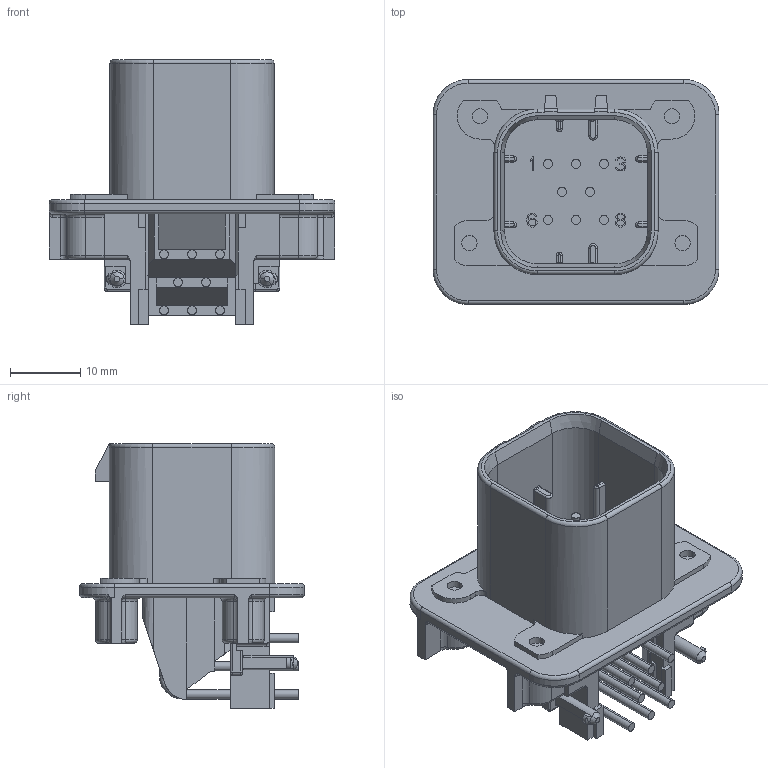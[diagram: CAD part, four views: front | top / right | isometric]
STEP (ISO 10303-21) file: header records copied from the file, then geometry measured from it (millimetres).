
FILE_DESCRIPTION(('CAx-IF Rec.Pracs.---Model Styling and Organization---1.5---2016-08-15','CAx-IF Rec.Pracs.---Geometric and Assembly Validation Properties---4.4---2016-08-17','CAx-IF Rec.Pracs.---User Defined Attributes---1.5---2016-08-15','CAx-IF Rec.Pracs.---External References---2.1---2005-01-19'),'2;1');
FILE_NAME('1769708.step','2024-10-14T18:38:38',('Unspecified'),('Unspecified'),'CAD Exchanger 3.10.2 (cadexchanger.com)','Unspecified','');
FILE_SCHEMA(('AUTOMOTIVE_DESIGN { 1 0 10303 214 1 1 1 1 }'));
Length unit declared in the file: millimetre
Products named in the file (1): C-1-776279-1
Bounding box: 40.8 x 32.1 x 37.8 mm (x, y, z)
Volume: 8766.4 mm3; surface area: 8806.6 mm2
Topology: 1 solids, 1 shells, 647 faces, 1726 edges, 1111 vertices
Faces by surface type: plane 389, cylinder 170, torus 56, bspline 20, cone 12
Entity records: 22119 total; most frequent: CARTESIAN_POINT 5886, ORIENTED_EDGE 3452, DIRECTION 3300, EDGE_CURVE 1726, LINE 1222, VECTOR 1222, VERTEX_POINT 1111, AXIS2_PLACEMENT_3D 1039
